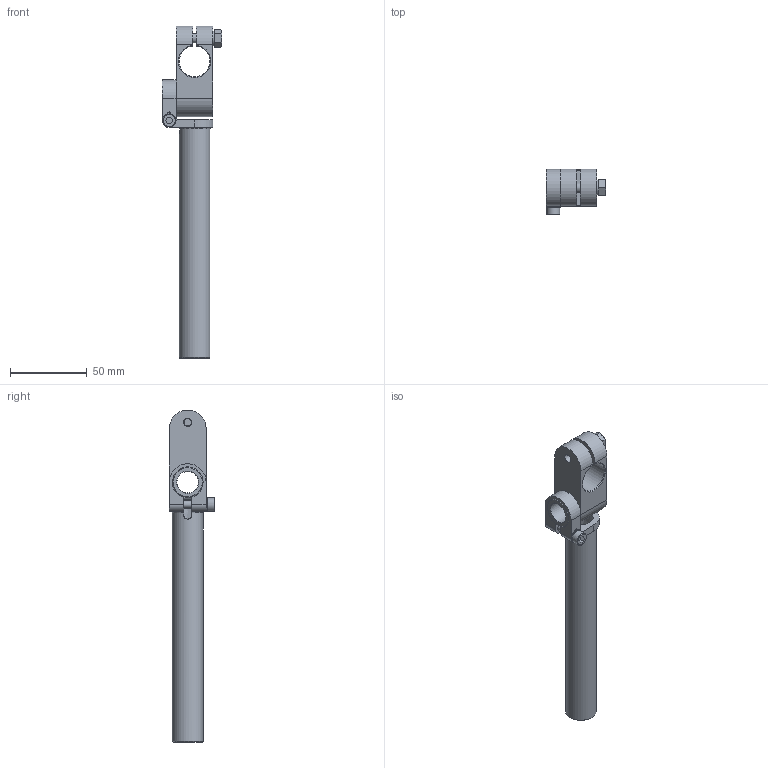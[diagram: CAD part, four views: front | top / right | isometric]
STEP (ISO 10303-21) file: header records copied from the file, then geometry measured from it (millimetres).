
FILE_DESCRIPTION((''),'2;1');
FILE_NAME('GR02.262.stp','2011-10-26T15:46:23',('RKob'),(''),'Autodesk Inventor 2010','Autodesk Inventor 2010','');
FILE_SCHEMA(('AUTOMOTIVE_DESIGN { 1 0 10303 214 1 1 1 1 }'));
Length unit declared in the file: millimetre
Products named in the file (8): GR02; Schnorr S6; I-A 6kt M6x20; Schnorr S5; DIN912-M5x20; DIN6325 2x20
Assembly tree (7 placements, depth 2):
  GR02
    GR02
    GR02
    Schnorr S6
    I-A 6kt M6x20
    Schnorr S5
    DIN912-M5x20
    DIN6325 2x20
Bounding box: 38.7 x 29.6 x 216 mm (x, y, z)
Volume: 42149.5 mm3; surface area: 31443.1 mm2
Topology: 7 solids, 7 shells, 106 faces, 255 edges, 163 vertices
Faces by surface type: plane 56, cylinder 21, cone 15, bspline 12, torus 2
Full cylindrical faces by diameter (mm): 2 x1, 5 x1, 5.3 x1, 6 x1, 6.4 x1, 6.5 x1, 8.5 x1, 9 x1, 10 x2, 19.95 x3
Entity records: 3413 total; most frequent: CARTESIAN_POINT 877, DIRECTION 495, ORIENTED_EDGE 434, EDGE_CURVE 217, AXIS2_PLACEMENT_3D 191, EDGE_LOOP 159, VERTEX_POINT 156, VECTOR 113
